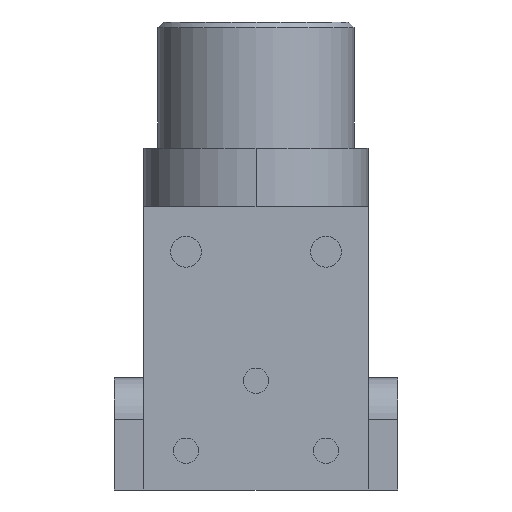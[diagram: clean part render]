
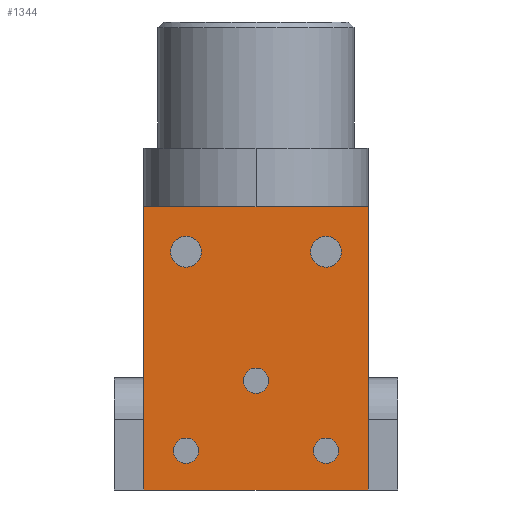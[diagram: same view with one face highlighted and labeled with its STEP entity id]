
A CAD part, front view. The second image highlights one B-rep face of the part: STEP entity #1344.
In plain terms, the highlighted planar face has unit normal (0, -1, 0).
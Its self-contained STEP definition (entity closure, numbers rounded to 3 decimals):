
#230=DIRECTION('',(1.,0.,0.));
#231=VECTOR('',#230,8.);
#232=CARTESIAN_POINT('',(-4.,-6.5,0.));
#233=LINE('',#232,#231);
#453=DIRECTION('',(0.,0.,-1.));
#454=VECTOR('',#453,10.1);
#455=CARTESIAN_POINT('',(4.,-6.5,0.));
#456=LINE('',#455,#454);
#494=DIRECTION('',(1.,0.,0.));
#495=VECTOR('',#494,8.);
#496=CARTESIAN_POINT('',(-4.,-6.5,-10.1));
#497=LINE('',#496,#495);
#540=DIRECTION('',(0.,0.,-1.));
#541=VECTOR('',#540,10.1);
#542=CARTESIAN_POINT('',(-4.,-6.5,0.));
#543=LINE('',#542,#541);
#544=CARTESIAN_POINT('',(-2.5,-6.5,-1.6));
#545=DIRECTION('',(0.,-1.,0.));
#546=DIRECTION('',(1.,0.,0.));
#547=AXIS2_PLACEMENT_3D('',#544,#545,#546);
#549=CARTESIAN_POINT('',(-2.5,-6.5,-1.6));
#550=DIRECTION('',(0.,-1.,0.));
#551=DIRECTION('',(-1.,0.,0.));
#552=AXIS2_PLACEMENT_3D('',#549,#550,#551);
#554=CARTESIAN_POINT('',(0.,-6.5,-6.2));
#555=DIRECTION('',(0.,-1.,0.));
#556=DIRECTION('',(1.,0.,0.));
#557=AXIS2_PLACEMENT_3D('',#554,#555,#556);
#559=CARTESIAN_POINT('',(0.,-6.5,-6.2));
#560=DIRECTION('',(0.,-1.,0.));
#561=DIRECTION('',(-1.,0.,0.));
#562=AXIS2_PLACEMENT_3D('',#559,#560,#561);
#564=CARTESIAN_POINT('',(-2.5,-6.5,-8.7));
#565=DIRECTION('',(0.,-1.,0.));
#566=DIRECTION('',(1.,0.,0.));
#567=AXIS2_PLACEMENT_3D('',#564,#565,#566);
#569=CARTESIAN_POINT('',(-2.5,-6.5,-8.7));
#570=DIRECTION('',(0.,-1.,0.));
#571=DIRECTION('',(-1.,0.,0.));
#572=AXIS2_PLACEMENT_3D('',#569,#570,#571);
#574=CARTESIAN_POINT('',(2.5,-6.5,-1.6));
#575=DIRECTION('',(0.,-1.,0.));
#576=DIRECTION('',(1.,0.,0.));
#577=AXIS2_PLACEMENT_3D('',#574,#575,#576);
#579=CARTESIAN_POINT('',(2.5,-6.5,-1.6));
#580=DIRECTION('',(0.,-1.,0.));
#581=DIRECTION('',(-1.,0.,0.));
#582=AXIS2_PLACEMENT_3D('',#579,#580,#581);
#584=CARTESIAN_POINT('',(2.5,-6.5,-8.7));
#585=DIRECTION('',(0.,-1.,0.));
#586=DIRECTION('',(1.,0.,0.));
#587=AXIS2_PLACEMENT_3D('',#584,#585,#586);
#589=CARTESIAN_POINT('',(2.5,-6.5,-8.7));
#590=DIRECTION('',(0.,-1.,0.));
#591=DIRECTION('',(-1.,0.,0.));
#592=AXIS2_PLACEMENT_3D('',#589,#590,#591);
#738=CARTESIAN_POINT('',(-4.,-6.5,0.));
#739=CARTESIAN_POINT('',(4.,-6.5,0.));
#740=VERTEX_POINT('',#738);
#741=VERTEX_POINT('',#739);
#742=CARTESIAN_POINT('',(-4.,-6.5,-10.1));
#743=CARTESIAN_POINT('',(4.,-6.5,-10.1));
#744=VERTEX_POINT('',#742);
#745=VERTEX_POINT('',#743);
#799=CARTESIAN_POINT('',(-1.95,-6.5,-1.6));
#800=CARTESIAN_POINT('',(-3.05,-6.5,-1.6));
#801=VERTEX_POINT('',#799);
#802=VERTEX_POINT('',#800);
#803=CARTESIAN_POINT('',(0.45,-6.5,-6.2));
#804=CARTESIAN_POINT('',(-0.45,-6.5,-6.2));
#805=VERTEX_POINT('',#803);
#806=VERTEX_POINT('',#804);
#807=CARTESIAN_POINT('',(-2.05,-6.5,-8.7));
#808=CARTESIAN_POINT('',(-2.95,-6.5,-8.7));
#809=VERTEX_POINT('',#807);
#810=VERTEX_POINT('',#808);
#811=CARTESIAN_POINT('',(3.05,-6.5,-1.6));
#812=CARTESIAN_POINT('',(1.95,-6.5,-1.6));
#813=VERTEX_POINT('',#811);
#814=VERTEX_POINT('',#812);
#815=CARTESIAN_POINT('',(2.95,-6.5,-8.7));
#816=CARTESIAN_POINT('',(2.05,-6.5,-8.7));
#817=VERTEX_POINT('',#815);
#818=VERTEX_POINT('',#816);
#1303=CARTESIAN_POINT('',(-4.,-6.5,0.));
#1304=DIRECTION('',(0.,-1.,0.));
#1305=DIRECTION('',(1.,0.,0.));
#1306=AXIS2_PLACEMENT_3D('',#1303,#1304,#1305);
#1307=PLANE('',#1306);
#1308=ORIENTED_EDGE('',*,*,#898,.T.);
#1309=ORIENTED_EDGE('',*,*,#1191,.T.);
#1310=ORIENTED_EDGE('',*,*,#1254,.F.);
#1311=ORIENTED_EDGE('',*,*,#1137,.F.);
#1312=EDGE_LOOP('',(#1308,#1309,#1310,#1311));
#1313=FACE_OUTER_BOUND('',#1312,.F.);
#1315=ORIENTED_EDGE('',*,*,#1314,.T.);
#1317=ORIENTED_EDGE('',*,*,#1316,.T.);
#1318=EDGE_LOOP('',(#1315,#1317));
#1319=FACE_BOUND('',#1318,.F.);
#1321=ORIENTED_EDGE('',*,*,#1320,.T.);
#1323=ORIENTED_EDGE('',*,*,#1322,.T.);
#1324=EDGE_LOOP('',(#1321,#1323));
#1325=FACE_BOUND('',#1324,.F.);
#1327=ORIENTED_EDGE('',*,*,#1326,.T.);
#1329=ORIENTED_EDGE('',*,*,#1328,.T.);
#1330=EDGE_LOOP('',(#1327,#1329));
#1331=FACE_BOUND('',#1330,.F.);
#1333=ORIENTED_EDGE('',*,*,#1332,.T.);
#1335=ORIENTED_EDGE('',*,*,#1334,.T.);
#1336=EDGE_LOOP('',(#1333,#1335));
#1337=FACE_BOUND('',#1336,.F.);
#1339=ORIENTED_EDGE('',*,*,#1338,.T.);
#1341=ORIENTED_EDGE('',*,*,#1340,.T.);
#1342=EDGE_LOOP('',(#1339,#1341));
#1343=FACE_BOUND('',#1342,.F.);
#548=CIRCLE('',#547,0.55);
#553=CIRCLE('',#552,0.55);
#558=CIRCLE('',#557,0.45);
#563=CIRCLE('',#562,0.45);
#568=CIRCLE('',#567,0.45);
#573=CIRCLE('',#572,0.45);
#578=CIRCLE('',#577,0.55);
#583=CIRCLE('',#582,0.55);
#588=CIRCLE('',#587,0.45);
#593=CIRCLE('',#592,0.45);
#898=EDGE_CURVE('',#740,#741,#233,.T.);
#1137=EDGE_CURVE('',#740,#744,#543,.T.);
#1191=EDGE_CURVE('',#741,#745,#456,.T.);
#1254=EDGE_CURVE('',#744,#745,#497,.T.);
#1314=EDGE_CURVE('',#801,#802,#548,.T.);
#1316=EDGE_CURVE('',#802,#801,#553,.T.);
#1320=EDGE_CURVE('',#805,#806,#558,.T.);
#1322=EDGE_CURVE('',#806,#805,#563,.T.);
#1326=EDGE_CURVE('',#809,#810,#568,.T.);
#1328=EDGE_CURVE('',#810,#809,#573,.T.);
#1332=EDGE_CURVE('',#813,#814,#578,.T.);
#1334=EDGE_CURVE('',#814,#813,#583,.T.);
#1338=EDGE_CURVE('',#817,#818,#588,.T.);
#1340=EDGE_CURVE('',#818,#817,#593,.T.);
#1344=ADVANCED_FACE('',(#1313,#1319,#1325,#1331,#1337,#1343),#1307,.T.);
